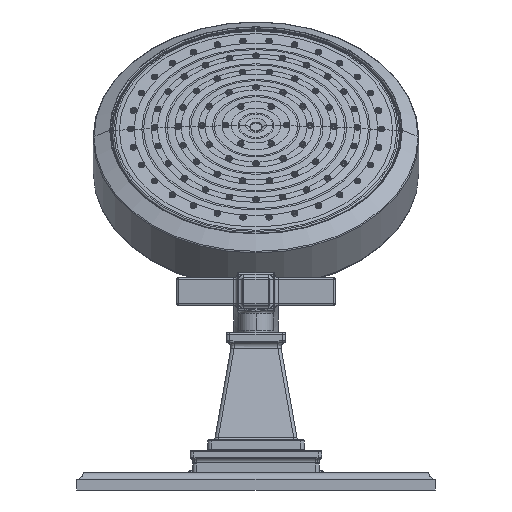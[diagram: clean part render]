
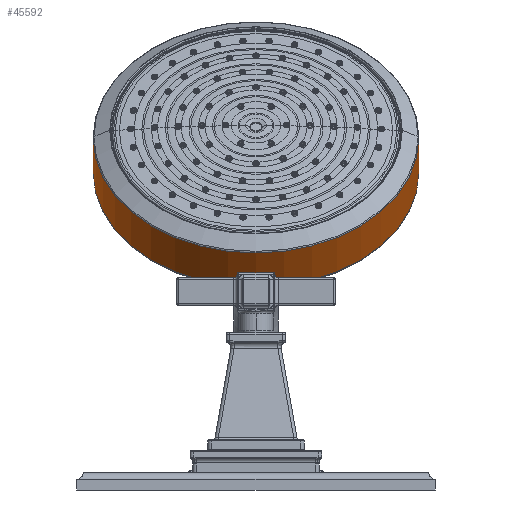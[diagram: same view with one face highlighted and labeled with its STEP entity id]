
A CAD part, front view. The second image highlights one B-rep face of the part: STEP entity #45592.
In plain terms, the highlighted cylindrical face has radius 75.057 mm (diameter 150.114 mm), a partial arc.
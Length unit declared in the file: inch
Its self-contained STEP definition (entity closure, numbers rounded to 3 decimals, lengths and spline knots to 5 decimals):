
#28670=DIRECTION('',(0.,-0.707,0.707));
#28671=VECTOR('',#28670,0.87868);
#28672=CARTESIAN_POINT('',(-2.955,9.20885,5.76603));
#28673=LINE('',#28672,#28671);
#28679=DIRECTION('',(0.,-0.707,0.707));
#28680=VECTOR('',#28679,0.87868);
#28681=CARTESIAN_POINT('',(2.955,9.20885,5.76603));
#28682=LINE('',#28681,#28680);
#28683=CARTESIAN_POINT('',(0.,8.58753,6.38735));
#28684=DIRECTION('',(0.,-0.707,0.707));
#28685=DIRECTION('',(-1.,0.,0.));
#28686=AXIS2_PLACEMENT_3D('',#28683,#28684,#28685);
#28688=CARTESIAN_POINT('',(0.,9.20885,5.76603));
#28689=DIRECTION('',(0.,-0.707,0.707));
#28690=DIRECTION('',(-1.,0.,0.));
#28691=AXIS2_PLACEMENT_3D('',#28688,#28689,#28690);
#35378=CARTESIAN_POINT('',(2.955,8.58753,6.38735));
#35379=CARTESIAN_POINT('',(-2.955,8.58753,6.38735));
#35380=VERTEX_POINT('',#35378);
#35381=VERTEX_POINT('',#35379);
#35390=CARTESIAN_POINT('',(-2.955,9.20885,5.76603));
#35391=CARTESIAN_POINT('',(2.955,9.20885,5.76603));
#35392=VERTEX_POINT('',#35390);
#35393=VERTEX_POINT('',#35391);
#45580=CARTESIAN_POINT('',(0.,8.39182,6.58305));
#45581=DIRECTION('',(0.,0.707,-0.707));
#45582=DIRECTION('',(-1.,0.,0.));
#45583=AXIS2_PLACEMENT_3D('',#45580,#45581,#45582);
#45584=CYLINDRICAL_SURFACE('',#45583,2.955);
#45585=ORIENTED_EDGE('',*,*,#45519,.T.);
#45586=ORIENTED_EDGE('',*,*,#45575,.F.);
#45588=ORIENTED_EDGE('',*,*,#45587,.F.);
#45589=ORIENTED_EDGE('',*,*,#45571,.T.);
#45590=EDGE_LOOP('',(#45585,#45586,#45588,#45589));
#45591=FACE_OUTER_BOUND('',#45590,.F.);
#45592=ADVANCED_FACE('',(#45591),#45584,.T.);
#28687=CIRCLE('',#28686,2.955);
#28692=CIRCLE('',#28691,2.955);
#45519=EDGE_CURVE('',#35381,#35380,#28687,.T.);
#45571=EDGE_CURVE('',#35392,#35381,#28673,.T.);
#45575=EDGE_CURVE('',#35393,#35380,#28682,.T.);
#45587=EDGE_CURVE('',#35392,#35393,#28692,.T.);
